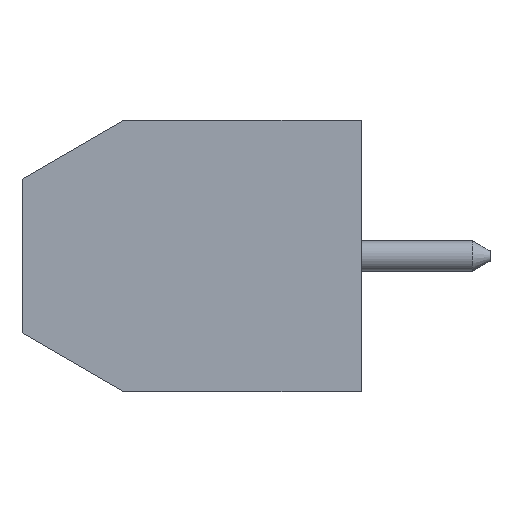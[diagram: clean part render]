
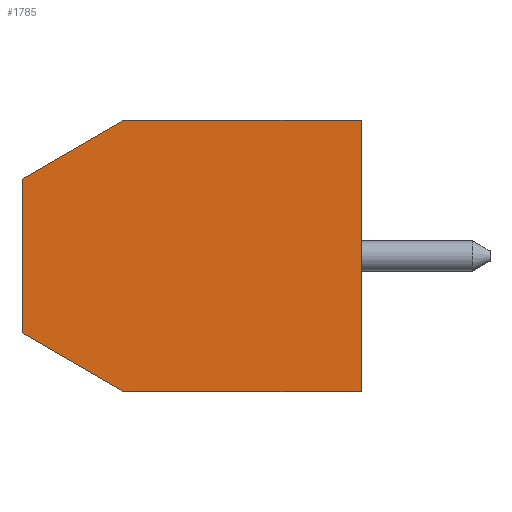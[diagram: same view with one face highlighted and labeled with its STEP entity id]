
A CAD part, left-side view. The second image highlights one B-rep face of the part: STEP entity #1785.
In plain terms, the highlighted planar face has unit normal (-1, 0, 0).
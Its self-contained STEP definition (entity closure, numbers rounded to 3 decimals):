
#15=DIRECTION('',(0.,1.,0.));
#16=VECTOR('',#15,7.);
#17=CARTESIAN_POINT('',(0.,-10.,-4.));
#18=LINE('',#17,#16);
#23=DIRECTION('',(0.,0.866,0.5));
#24=VECTOR('',#23,3.464);
#25=CARTESIAN_POINT('',(0.,-3.,-4.));
#26=LINE('',#25,#24);
#30=DIRECTION('',(0.,0.,1.));
#31=VECTOR('',#30,4.536);
#32=CARTESIAN_POINT('',(0.,0.,-2.268));
#33=LINE('',#32,#31);
#37=DIRECTION('',(0.,-0.866,0.5));
#38=VECTOR('',#37,3.464);
#39=CARTESIAN_POINT('',(0.,0.,2.268));
#40=LINE('',#39,#38);
#44=DIRECTION('',(0.,-1.,0.));
#45=VECTOR('',#44,7.);
#46=CARTESIAN_POINT('',(0.,-3.,4.));
#47=LINE('',#46,#45);
#51=DIRECTION('',(0.,0.,-1.));
#52=VECTOR('',#51,8.);
#53=CARTESIAN_POINT('',(0.,-10.,4.));
#54=LINE('',#53,#52);
#1502=CARTESIAN_POINT('',(0.,-10.,4.));
#1503=CARTESIAN_POINT('',(0.,-10.,-4.));
#1504=VERTEX_POINT('',#1502);
#1505=VERTEX_POINT('',#1503);
#1538=CARTESIAN_POINT('',(0.,-3.,4.));
#1539=VERTEX_POINT('',#1538);
#1540=CARTESIAN_POINT('',(0.,-3.,-4.));
#1541=VERTEX_POINT('',#1540);
#1542=CARTESIAN_POINT('',(0.,0.,-2.268));
#1543=CARTESIAN_POINT('',(0.,0.,2.268));
#1544=VERTEX_POINT('',#1542);
#1545=VERTEX_POINT('',#1543);
#1766=CARTESIAN_POINT('',(0.,0.,0.));
#1767=DIRECTION('',(1.,0.,0.));
#1768=DIRECTION('',(0.,-1.,0.));
#1769=AXIS2_PLACEMENT_3D('',#1766,#1767,#1768);
#1770=PLANE('',#1769);
#1772=ORIENTED_EDGE('',*,*,#1771,.T.);
#1774=ORIENTED_EDGE('',*,*,#1773,.T.);
#1776=ORIENTED_EDGE('',*,*,#1775,.T.);
#1778=ORIENTED_EDGE('',*,*,#1777,.T.);
#1780=ORIENTED_EDGE('',*,*,#1779,.T.);
#1782=ORIENTED_EDGE('',*,*,#1781,.T.);
#1783=EDGE_LOOP('',(#1772,#1774,#1776,#1778,#1780,#1782));
#1784=FACE_OUTER_BOUND('',#1783,.F.);
#1771=EDGE_CURVE('',#1505,#1541,#18,.T.);
#1773=EDGE_CURVE('',#1541,#1544,#26,.T.);
#1775=EDGE_CURVE('',#1544,#1545,#33,.T.);
#1777=EDGE_CURVE('',#1545,#1539,#40,.T.);
#1779=EDGE_CURVE('',#1539,#1504,#47,.T.);
#1781=EDGE_CURVE('',#1504,#1505,#54,.T.);
#1785=ADVANCED_FACE('',(#1784),#1770,.F.);
